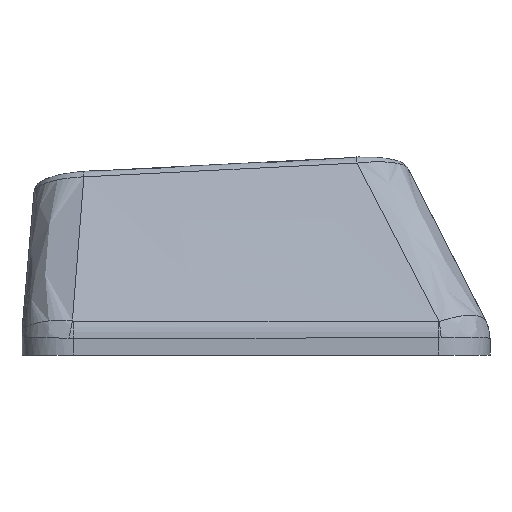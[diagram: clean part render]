
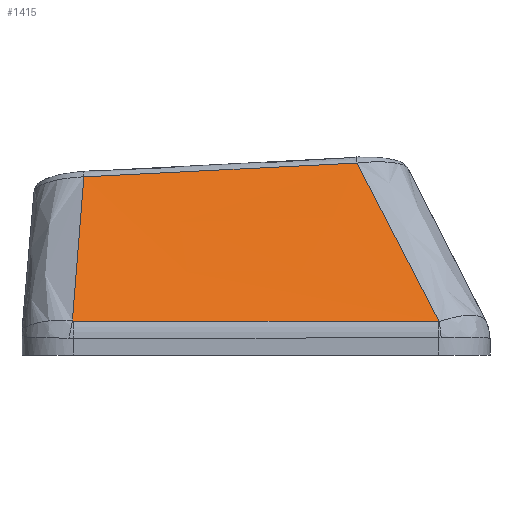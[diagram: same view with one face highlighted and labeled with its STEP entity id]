
A CAD part, left-side view. The second image highlights one B-rep face of the part: STEP entity #1415.
In plain terms, the highlighted free-form (B-spline) face has degree [3, 3] with [4, 4] control points.
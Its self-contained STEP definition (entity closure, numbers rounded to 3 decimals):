
#40=B_SPLINE_SURFACE_WITH_KNOTS('',3,3,((#3284,#3285,#3286,#3287),(#3288,
#3289,#3290,#3291),(#3292,#3293,#3294,#3295),(#3296,#3297,#3298,#3299)),
 .UNSPECIFIED.,.F.,.F.,.F.,(4,4),(4,4),(0.107,0.899),
(0.045,0.956),.UNSPECIFIED.);
#174=FACE_OUTER_BOUND('',#252,.T.);
#252=EDGE_LOOP('',(#1163,#1164,#1165,#1166,#1167,#1168));
#347=B_SPLINE_CURVE_WITH_KNOTS('',3,(#2671,#2672,#2673,#2674),
 .UNSPECIFIED.,.F.,.F.,(4,4),(0.,0.003),
 .UNSPECIFIED.);
#348=B_SPLINE_CURVE_WITH_KNOTS('',3,(#2692,#2693,#2694,#2695),
 .UNSPECIFIED.,.F.,.F.,(4,4),(-1.416,0.),.UNSPECIFIED.);
#351=B_SPLINE_CURVE_WITH_KNOTS('',3,(#2725,#2726,#2727,#2728),
 .UNSPECIFIED.,.F.,.F.,(4,4),(0.,0.004),.UNSPECIFIED.);
#362=B_SPLINE_CURVE_WITH_KNOTS('',3,(#2956,#2957,#2958,#2959),
 .UNSPECIFIED.,.F.,.F.,(4,4),(0.037,0.785),
 .UNSPECIFIED.);
#376=B_SPLINE_CURVE_WITH_KNOTS('',3,(#3214,#3215,#3216,#3217),
 .UNSPECIFIED.,.F.,.F.,(4,4),(0.,1.061),.UNSPECIFIED.);
#381=B_SPLINE_CURVE_WITH_KNOTS('',3,(#3300,#3301,#3302,#3303),
 .UNSPECIFIED.,.F.,.F.,(4,4),(-0.661,-0.033),
 .UNSPECIFIED.);
#623=VERTEX_POINT('',#2633);
#625=VERTEX_POINT('',#2664);
#627=VERTEX_POINT('',#2691);
#629=VERTEX_POINT('',#2718);
#645=VERTEX_POINT('',#2949);
#657=VERTEX_POINT('',#3212);
#802=EDGE_CURVE('',#623,#625,#347,.T.);
#803=EDGE_CURVE('',#625,#627,#348,.T.);
#808=EDGE_CURVE('',#627,#629,#351,.T.);
#834=EDGE_CURVE('',#645,#623,#362,.T.);
#855=EDGE_CURVE('',#657,#645,#376,.T.);
#861=EDGE_CURVE('',#629,#657,#381,.T.);
#1163=ORIENTED_EDGE('',*,*,#802,.F.);
#1164=ORIENTED_EDGE('',*,*,#834,.F.);
#1165=ORIENTED_EDGE('',*,*,#855,.F.);
#1166=ORIENTED_EDGE('',*,*,#861,.F.);
#1167=ORIENTED_EDGE('',*,*,#808,.F.);
#1168=ORIENTED_EDGE('',*,*,#803,.F.);
#1415=ADVANCED_FACE('',(#174),#40,.F.);
#2633=CARTESIAN_POINT('',(-8.943,-7.107,0.299));
#2664=CARTESIAN_POINT('',(-8.944,-7.079,0.298));
#2671=CARTESIAN_POINT('Ctrl Pts',(-8.943,-7.107,0.299));
#2672=CARTESIAN_POINT('Ctrl Pts',(-8.944,-7.098,0.298));
#2673=CARTESIAN_POINT('Ctrl Pts',(-8.944,-7.088,0.298));
#2674=CARTESIAN_POINT('Ctrl Pts',(-8.944,-7.079,0.298));
#2691=CARTESIAN_POINT('',(-8.921,7.082,0.318));
#2692=CARTESIAN_POINT('Ctrl Pts',(-8.944,-7.079,0.298));
#2693=CARTESIAN_POINT('Ctrl Pts',(-8.937,-2.359,0.304));
#2694=CARTESIAN_POINT('Ctrl Pts',(-8.929,2.361,0.311));
#2695=CARTESIAN_POINT('Ctrl Pts',(-8.921,7.082,0.318));
#2718=CARTESIAN_POINT('',(-8.919,7.125,0.322));
#2725=CARTESIAN_POINT('Ctrl Pts',(-8.921,7.082,0.318));
#2726=CARTESIAN_POINT('Ctrl Pts',(-8.921,7.096,0.318));
#2727=CARTESIAN_POINT('Ctrl Pts',(-8.92,7.111,0.319));
#2728=CARTESIAN_POINT('Ctrl Pts',(-8.919,7.125,0.322));
#2949=CARTESIAN_POINT('',(-6.11,-3.922,6.452));
#2956=CARTESIAN_POINT('Ctrl Pts',(-6.11,-3.922,6.452));
#2957=CARTESIAN_POINT('Ctrl Pts',(-7.057,-4.986,4.403));
#2958=CARTESIAN_POINT('Ctrl Pts',(-8.001,-6.047,2.351));
#2959=CARTESIAN_POINT('Ctrl Pts',(-8.943,-7.107,0.299));
#3212=CARTESIAN_POINT('',(-6.116,6.678,5.915));
#3214=CARTESIAN_POINT('Ctrl Pts',(-6.116,6.678,5.915));
#3215=CARTESIAN_POINT('Ctrl Pts',(-6.114,3.145,6.093));
#3216=CARTESIAN_POINT('Ctrl Pts',(-6.112,-0.389,
6.272));
#3217=CARTESIAN_POINT('Ctrl Pts',(-6.11,-3.922,6.452));
#3284=CARTESIAN_POINT('Ctrl Pts',(-6.11,7.033,5.91));
#3285=CARTESIAN_POINT('Ctrl Pts',(-7.054,7.064,4.031));
#3286=CARTESIAN_POINT('Ctrl Pts',(-7.999,7.095,2.151));
#3287=CARTESIAN_POINT('Ctrl Pts',(-8.944,7.126,0.272));
#3288=CARTESIAN_POINT('Ctrl Pts',(-6.11,3.257,6.097));
#3289=CARTESIAN_POINT('Ctrl Pts',(-7.054,2.965,4.158));
#3290=CARTESIAN_POINT('Ctrl Pts',(-7.999,2.673,2.219));
#3291=CARTESIAN_POINT('Ctrl Pts',(-8.944,2.382,0.28));
#3292=CARTESIAN_POINT('Ctrl Pts',(-6.11,-0.519,
6.283));
#3293=CARTESIAN_POINT('Ctrl Pts',(-7.054,-1.133,4.285));
#3294=CARTESIAN_POINT('Ctrl Pts',(-7.999,-1.748,2.287));
#3295=CARTESIAN_POINT('Ctrl Pts',(-8.944,-2.363,0.289));
#3296=CARTESIAN_POINT('Ctrl Pts',(-6.11,-4.295,6.47));
#3297=CARTESIAN_POINT('Ctrl Pts',(-7.054,-5.232,4.413));
#3298=CARTESIAN_POINT('Ctrl Pts',(-7.999,-6.17,2.355));
#3299=CARTESIAN_POINT('Ctrl Pts',(-8.944,-7.107,0.298));
#3300=CARTESIAN_POINT('Ctrl Pts',(-8.919,7.125,0.322));
#3301=CARTESIAN_POINT('Ctrl Pts',(-7.982,6.973,2.185));
#3302=CARTESIAN_POINT('Ctrl Pts',(-7.048,6.824,4.049));
#3303=CARTESIAN_POINT('Ctrl Pts',(-6.116,6.678,5.915));
